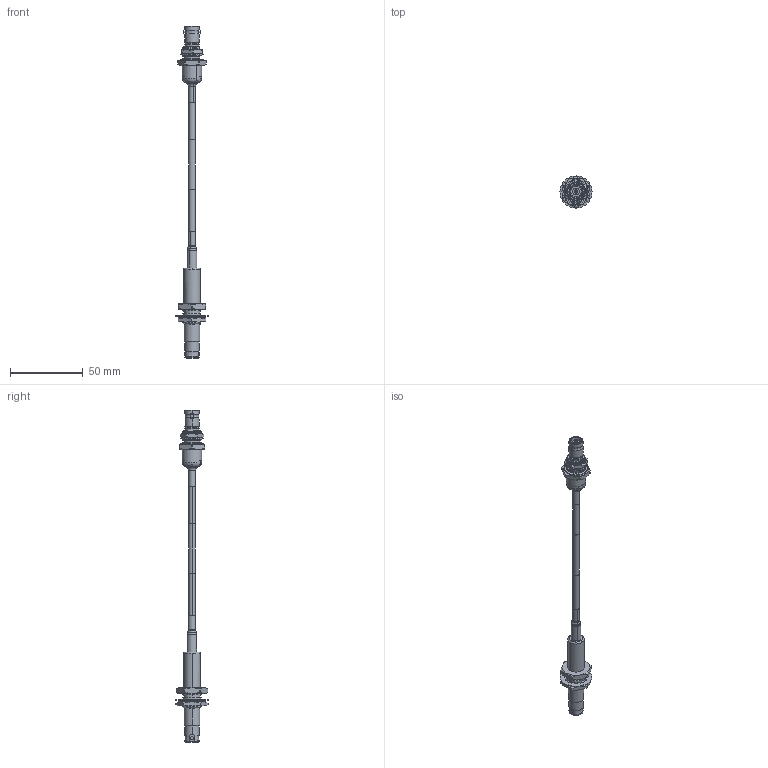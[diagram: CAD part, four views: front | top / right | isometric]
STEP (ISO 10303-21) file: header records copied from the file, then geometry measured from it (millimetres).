
FILE_DESCRIPTION (( 'STEP AP214' ), '1' );
FILE_NAME ('FMCA9795_3D.step', '2025-05-05T22:39:02', ( '' ), ( '' ), 'SwSTEP 2.0', 'SolidWorks 2022', '' );
FILE_SCHEMA (( 'AUTOMOTIVE_DESIGN' ));
Length unit declared in the file: inch
Products named in the file (11): FMCN45901; FMCA9795_3D; Heat Shrink^FMCA9795_Config 1; PE45837; Ferrule^FMCN45837; RG303／U_5 Inch Length with Lable; Heat Shrink^FMCA9795; BNC8105-5; 10KV8501-4; FMCN45837; N8105AS-7
Assembly tree (10 placements, depth 3):
  FMCA9795_3D
    RG303／U_5 Inch Length with Lable
    FMCN45837
      PE45837
      BNC8105-5
      10KV8501-4
      N8105AS-7
      Ferrule^FMCN45837
    FMCN45901
    Heat Shrink^FMCA9795
    Heat Shrink^FMCA9795_Config 1
Bounding box: 22 x 22 x 228.2 mm (x, y, z)
Volume: 12632.1 mm3; surface area: 14293.8 mm2
Topology: 12 solids, 12 shells, 552 faces, 1417 edges, 915 vertices
Faces by surface type: cylinder 203, plane 138, bspline 95, cone 94, torus 22
Entity records: 32623 total; most frequent: CARTESIAN_POINT 19461, ORIENTED_EDGE 2834, DIRECTION 2447, EDGE_CURVE 1417, AXIS2_PLACEMENT_3D 983, VERTEX_POINT 915, EDGE_LOOP 596, FACE_OUTER_BOUND 552
